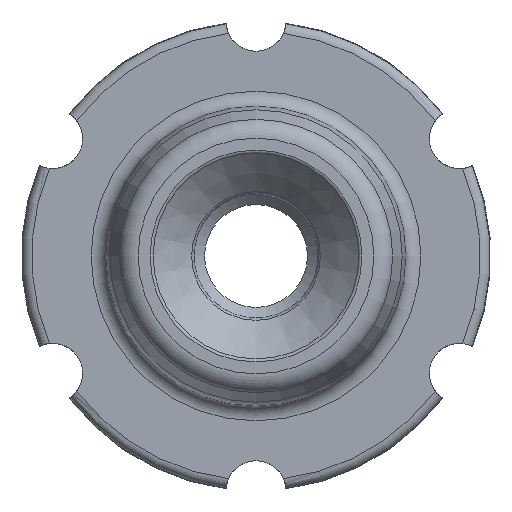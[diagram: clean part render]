
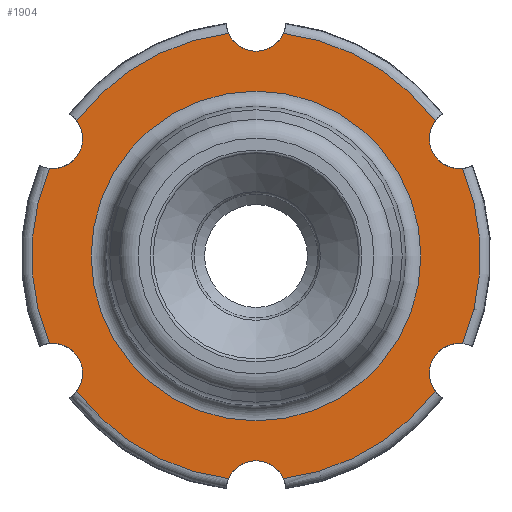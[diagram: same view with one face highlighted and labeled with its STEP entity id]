
A CAD part, front view. The second image highlights one B-rep face of the part: STEP entity #1904.
In plain terms, the highlighted planar face has unit normal (0, -1, 0).
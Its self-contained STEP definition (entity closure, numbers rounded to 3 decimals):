
#1 = CARTESIAN_POINT ( 'NONE',  ( 0., -3.3, 0. ) ) ;
#8 = CARTESIAN_POINT ( 'NONE',  ( 0., -3.3, 23.5 ) ) ;
#33 = DIRECTION ( 'NONE',  ( 0., 1., 0. ) ) ;
#75 = CARTESIAN_POINT ( 'NONE',  ( 0., -3.3, 0. ) ) ;
#85 = PLANE ( 'NONE',  #1062 ) ;
#87 = EDGE_CURVE ( 'NONE', #1906, #1383, #881, .T. ) ;
#88 = EDGE_LOOP ( 'NONE', ( #1497 ) ) ;
#116 = ORIENTED_EDGE ( 'NONE', *, *, #553, .T. ) ;
#138 = DIRECTION ( 'NONE',  ( 0., 1., 0. ) ) ;
#146 = VERTEX_POINT ( 'NONE', #1809 ) ;
#148 = AXIS2_PLACEMENT_3D ( 'NONE', #8, #909, #325 ) ;
#163 = DIRECTION ( 'NONE',  ( 0., 1., 0. ) ) ;
#166 = ORIENTED_EDGE ( 'NONE', *, *, #1116, .T. ) ;
#170 = CIRCLE ( 'NONE', #1225, 22.458 ) ;
#177 = ORIENTED_EDGE ( 'NONE', *, *, #1932, .F. ) ;
#210 = EDGE_CURVE ( 'NONE', #1842, #1842, #948, .T. ) ;
#242 = DIRECTION ( 'NONE',  ( 0., 0., -1. ) ) ;
#259 = ORIENTED_EDGE ( 'NONE', *, *, #839, .F. ) ;
#273 = AXIS2_PLACEMENT_3D ( 'NONE', #1406, #1725, #328 ) ;
#297 = CARTESIAN_POINT ( 'NONE',  ( -20.352, -3.3, 11.75 ) ) ;
#310 = AXIS2_PLACEMENT_3D ( 'NONE', #697, #996, #1312 ) ;
#313 = VERTEX_POINT ( 'NONE', #359 ) ;
#325 = DIRECTION ( 'NONE',  ( 0., 0., -1. ) ) ;
#328 = DIRECTION ( 'NONE',  ( 0., 0., 1. ) ) ;
#331 = EDGE_CURVE ( 'NONE', #896, #1760, #1308, .T. ) ;
#359 = CARTESIAN_POINT ( 'NONE',  ( 2.745, -3.3, 22.29 ) ) ;
#405 = CARTESIAN_POINT ( 'NONE',  ( 17.931, -3.3, -13.522 ) ) ;
#418 = CARTESIAN_POINT ( 'NONE',  ( 22.458, -3.3, 0. ) ) ;
#431 = AXIS2_PLACEMENT_3D ( 'NONE', #796, #774, #657 ) ;
#435 = CARTESIAN_POINT ( 'NONE',  ( 0., -3.3, 0. ) ) ;
#443 = DIRECTION ( 'NONE',  ( 0., 0., 1. ) ) ;
#476 = CARTESIAN_POINT ( 'NONE',  ( -17.931, -3.3, -13.522 ) ) ;
#503 = DIRECTION ( 'NONE',  ( 0., 0., 1. ) ) ;
#553 = EDGE_CURVE ( 'NONE', #1945, #1696, #1332, .T. ) ;
#572 = DIRECTION ( 'NONE',  ( 0., 1., 0. ) ) ;
#613 = AXIS2_PLACEMENT_3D ( 'NONE', #826, #683, #1262 ) ;
#620 = EDGE_CURVE ( 'NONE', #896, #1696, #1070, .T. ) ;
#657 = DIRECTION ( 'NONE',  ( 0., 0., -1. ) ) ;
#670 = CARTESIAN_POINT ( 'NONE',  ( -20.676, -3.3, -8.768 ) ) ;
#673 = DIRECTION ( 'NONE',  ( 0., 1., 0. ) ) ;
#683 = DIRECTION ( 'NONE',  ( 0., 1., 0. ) ) ;
#691 = ORIENTED_EDGE ( 'NONE', *, *, #966, .T. ) ;
#697 = CARTESIAN_POINT ( 'NONE',  ( 20.352, -3.3, 11.75 ) ) ;
#700 = CARTESIAN_POINT ( 'NONE',  ( 20.676, -3.3, 8.768 ) ) ;
#704 = EDGE_CURVE ( 'NONE', #959, #146, #1824, .T. ) ;
#735 = DIRECTION ( 'NONE',  ( 0., 0., 1. ) ) ;
#774 = DIRECTION ( 'NONE',  ( 0., 1., 0. ) ) ;
#796 = CARTESIAN_POINT ( 'NONE',  ( 20.352, -3.3, -11.75 ) ) ;
#826 = CARTESIAN_POINT ( 'NONE',  ( 0., -3.3, 0. ) ) ;
#839 = EDGE_CURVE ( 'NONE', #1289, #146, #1143, .T. ) ;
#851 = AXIS2_PLACEMENT_3D ( 'NONE', #1447, #673, #1295 ) ;
#859 = ORIENTED_EDGE ( 'NONE', *, *, #331, .T. ) ;
#874 = ORIENTED_EDGE ( 'NONE', *, *, #1742, .F. ) ;
#881 = CIRCLE ( 'NONE', #310, 3. ) ;
#896 = VERTEX_POINT ( 'NONE', #405 ) ;
#903 = DIRECTION ( 'NONE',  ( 0., 0., 1. ) ) ;
#909 = DIRECTION ( 'NONE',  ( 0., 1., 0. ) ) ;
#931 = CARTESIAN_POINT ( 'NONE',  ( 0., -3.3, 0. ) ) ;
#948 = CIRCLE ( 'NONE', #1994, 16.5 ) ;
#959 = VERTEX_POINT ( 'NONE', #1796 ) ;
#966 = EDGE_CURVE ( 'NONE', #1289, #1444, #1962, .T. ) ;
#968 = CIRCLE ( 'NONE', #613, 22.458 ) ;
#996 = DIRECTION ( 'NONE',  ( 0., 1., 0. ) ) ;
#1010 = CIRCLE ( 'NONE', #148, 3. ) ;
#1027 = DIRECTION ( 'NONE',  ( 0., 1., 0. ) ) ;
#1030 = CIRCLE ( 'NONE', #1389, 22.458 ) ;
#1062 = AXIS2_PLACEMENT_3D ( 'NONE', #418, #1960, #1161 ) ;
#1070 = CIRCLE ( 'NONE', #1532, 22.458 ) ;
#1093 = ORIENTED_EDGE ( 'NONE', *, *, #620, .F. ) ;
#1116 = EDGE_CURVE ( 'NONE', #313, #1784, #1010, .T. ) ;
#1143 = CIRCLE ( 'NONE', #273, 22.458 ) ;
#1144 = DIRECTION ( 'NONE',  ( 0., 0., 1. ) ) ;
#1156 = ORIENTED_EDGE ( 'NONE', *, *, #704, .T. ) ;
#1161 = DIRECTION ( 'NONE',  ( 0., 0., -1. ) ) ;
#1179 = DIRECTION ( 'NONE',  ( 0., 0., -1. ) ) ;
#1207 = CARTESIAN_POINT ( 'NONE',  ( -2.745, -3.3, -22.29 ) ) ;
#1225 = AXIS2_PLACEMENT_3D ( 'NONE', #931, #163, #735 ) ;
#1248 = EDGE_LOOP ( 'NONE', ( #859, #177, #1276, #1398, #166, #874, #1156, #259, #691, #1480, #116, #1093 ) ) ;
#1262 = DIRECTION ( 'NONE',  ( 0., 0., 1. ) ) ;
#1271 = AXIS2_PLACEMENT_3D ( 'NONE', #297, #1027, #1179 ) ;
#1274 = CARTESIAN_POINT ( 'NONE',  ( 0., -3.3, 0. ) ) ;
#1276 = ORIENTED_EDGE ( 'NONE', *, *, #87, .T. ) ;
#1289 = VERTEX_POINT ( 'NONE', #670 ) ;
#1295 = DIRECTION ( 'NONE',  ( 0., 0., -1. ) ) ;
#1298 = DIRECTION ( 'NONE',  ( 0., 1., 0. ) ) ;
#1303 = AXIS2_PLACEMENT_3D ( 'NONE', #1334, #1298, #242 ) ;
#1308 = CIRCLE ( 'NONE', #431, 3. ) ;
#1312 = DIRECTION ( 'NONE',  ( 0., 0., -1. ) ) ;
#1330 = FACE_OUTER_BOUND ( 'NONE', #1248, .T. ) ;
#1332 = CIRCLE ( 'NONE', #1303, 3. ) ;
#1334 = CARTESIAN_POINT ( 'NONE',  ( 0., -3.3, -23.5 ) ) ;
#1383 = VERTEX_POINT ( 'NONE', #1557 ) ;
#1389 = AXIS2_PLACEMENT_3D ( 'NONE', #75, #33, #1144 ) ;
#1398 = ORIENTED_EDGE ( 'NONE', *, *, #1802, .F. ) ;
#1406 = CARTESIAN_POINT ( 'NONE',  ( 0., -3.3, 0. ) ) ;
#1444 = VERTEX_POINT ( 'NONE', #476 ) ;
#1447 = CARTESIAN_POINT ( 'NONE',  ( -20.352, -3.3, -11.75 ) ) ;
#1468 = FACE_BOUND ( 'NONE', #88, .T. ) ;
#1480 = ORIENTED_EDGE ( 'NONE', *, *, #1777, .F. ) ;
#1497 = ORIENTED_EDGE ( 'NONE', *, *, #210, .T. ) ;
#1532 = AXIS2_PLACEMENT_3D ( 'NONE', #435, #572, #903 ) ;
#1549 = CARTESIAN_POINT ( 'NONE',  ( 0., -3.3, 16.5 ) ) ;
#1557 = CARTESIAN_POINT ( 'NONE',  ( 17.931, -3.3, 13.522 ) ) ;
#1591 = CIRCLE ( 'NONE', #1660, 22.458 ) ;
#1618 = CARTESIAN_POINT ( 'NONE',  ( 20.676, -3.3, -8.768 ) ) ;
#1660 = AXIS2_PLACEMENT_3D ( 'NONE', #1274, #1900, #503 ) ;
#1696 = VERTEX_POINT ( 'NONE', #1753 ) ;
#1725 = DIRECTION ( 'NONE',  ( 0., 1., 0. ) ) ;
#1735 = CARTESIAN_POINT ( 'NONE',  ( -2.745, -3.3, 22.29 ) ) ;
#1742 = EDGE_CURVE ( 'NONE', #959, #1784, #1030, .T. ) ;
#1753 = CARTESIAN_POINT ( 'NONE',  ( 2.745, -3.3, -22.29 ) ) ;
#1760 = VERTEX_POINT ( 'NONE', #1618 ) ;
#1777 = EDGE_CURVE ( 'NONE', #1945, #1444, #968, .T. ) ;
#1784 = VERTEX_POINT ( 'NONE', #1735 ) ;
#1796 = CARTESIAN_POINT ( 'NONE',  ( -17.931, -3.3, 13.522 ) ) ;
#1802 = EDGE_CURVE ( 'NONE', #313, #1383, #1591, .T. ) ;
#1809 = CARTESIAN_POINT ( 'NONE',  ( -20.676, -3.3, 8.768 ) ) ;
#1824 = CIRCLE ( 'NONE', #1271, 3. ) ;
#1842 = VERTEX_POINT ( 'NONE', #1549 ) ;
#1900 = DIRECTION ( 'NONE',  ( 0., 1., 0. ) ) ;
#1904 = ADVANCED_FACE ( 'NONE', ( #1330, #1468 ), #85, .T. ) ;
#1906 = VERTEX_POINT ( 'NONE', #700 ) ;
#1932 = EDGE_CURVE ( 'NONE', #1906, #1760, #170, .T. ) ;
#1945 = VERTEX_POINT ( 'NONE', #1207 ) ;
#1960 = DIRECTION ( 'NONE',  ( 0., -1., 0. ) ) ;
#1962 = CIRCLE ( 'NONE', #851, 3. ) ;
#1994 = AXIS2_PLACEMENT_3D ( 'NONE', #1, #138, #443 ) ;
